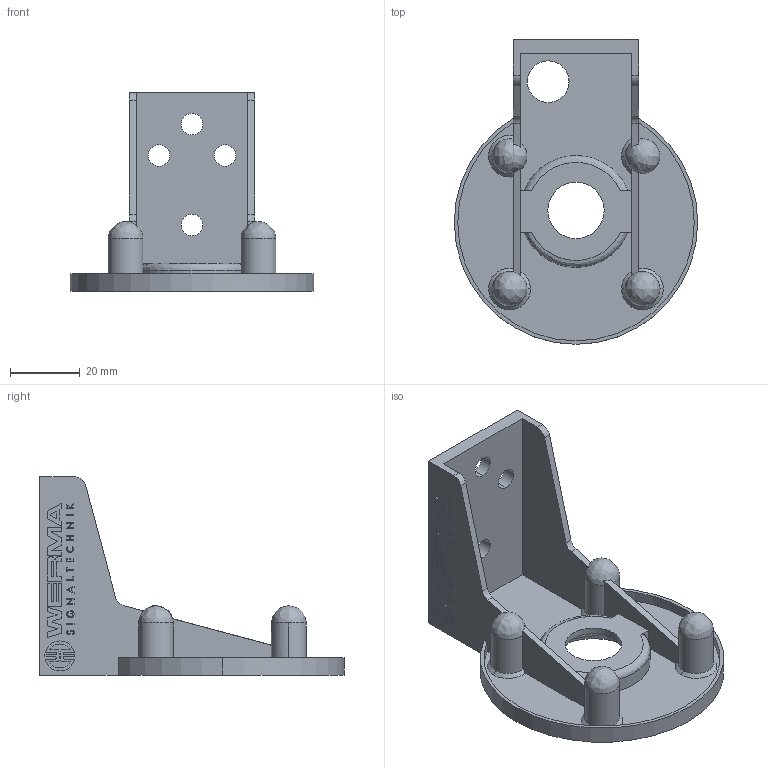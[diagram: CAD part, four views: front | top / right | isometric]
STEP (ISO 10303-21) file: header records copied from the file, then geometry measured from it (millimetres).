
FILE_DESCRIPTION (( 'STEP AP214' ), '1' );
FILE_NAME ('96000001.step', '2016-03-14T14:22:39', ( '' ), ( '' ), 'SwSTEP 2.0', 'SolidWorks 2015', '' );
FILE_SCHEMA (( 'AUTOMOTIVE_DESIGN' ));
Length unit declared in the file: inch
Products named in the file (1): 96000001
Bounding box: 70 x 87.5 x 57 mm (x, y, z)
Volume: 25088.6 mm3; surface area: 23885.4 mm2
Topology: 1 solids, 1 shells, 685 faces, 1843 edges, 1220 vertices
Faces by surface type: plane 482, cylinder 179, cone 18, bspline 6
Entity records: 30488 total; most frequent: CARTESIAN_POINT 4027, ORIENTED_EDGE 3670, DIRECTION 3565, EDGE_CURVE 1835, VECTOR 1425, LINE 1425, VERTEX_POINT 1220, AXIS2_PLACEMENT_3D 1070
